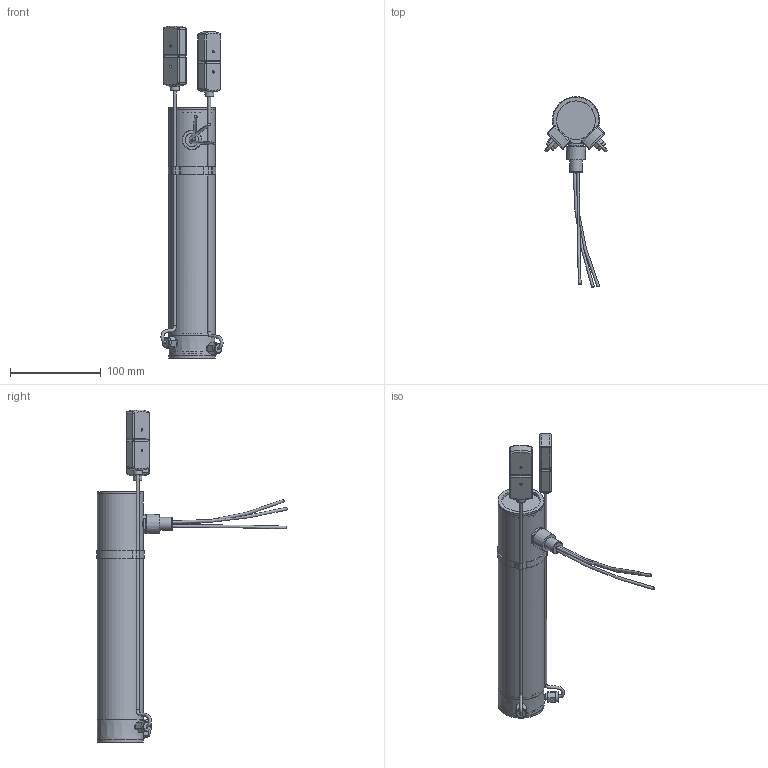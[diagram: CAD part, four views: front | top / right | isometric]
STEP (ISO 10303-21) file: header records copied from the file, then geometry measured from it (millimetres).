
FILE_DESCRIPTION(/* description */ ('Alibre Inc.'),/* implementation_level */ '2;1');
FILE_NAME(/* name */ 'export1',/* time_stamp */ '2017-05-23T11:50:38-04:00',/* author */ (''),/* organization */ (''),/* preprocessor_version */ 'ST-DEVELOPER v14',/* originating_system */ 'Alibre',/* authorisation */ '');
FILE_SCHEMA (('AUTOMOTIVE_DESIGN'));
Length unit declared in the file: centimetre
Bounding box: 68.5 x 210.25 x 366.12 mm (x, y, z)
Volume: 130358.9 mm3; surface area: 135806.7 mm2
Topology: 24 solids, 24 shells, 313 faces, 619 edges, 360 vertices
Faces by surface type: cylinder 131, plane 112, sphere 32, cone 17, torus 14, revolution 3, extrusion 2, bspline 2
Full cylindrical faces by diameter (mm): 1.177 x2, 2.54 x4, 3.048 x6, 3.175 x4, 3.302 x2, 3.454 x2, 3.937 x2, 3.988 x2, 4.826 x2, 4.877 x2, 5.334 x2, 5.563 x2, 6.223 x4, 7.75 x2, 7.798 x2, 9.525 x2, 10.998 x1, 11.125 x1, 11.129 x2, 14.044 x1, 14.224 x1, 14.275 x1, 14.301 x1, 16.893 x1, 38.1 x1, 42.672 x4, 48.514 x3, 49.022 x1, 49.149 x4, 50.8 x3
Entity records: 5679 total; most frequent: CARTESIAN_POINT 1449, DIRECTION 872, ORIENTED_EDGE 602, AXIS2_PLACEMENT_3D 427, EDGE_CURVE 301, EDGE_LOOP 295, FACE_BOUND 295, VERTEX_POINT 216
